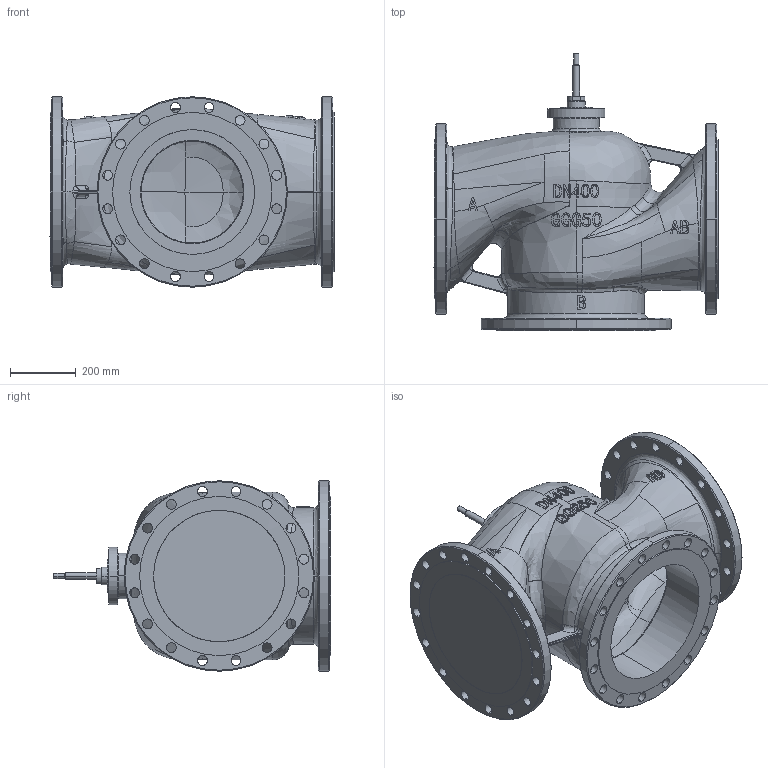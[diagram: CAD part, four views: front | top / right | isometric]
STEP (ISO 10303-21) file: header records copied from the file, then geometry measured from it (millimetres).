
FILE_DESCRIPTION (( 'STEP AP214' ), '1' );
FILE_NAME ('VFQ32&42.400.16-DN400三通阀门装配图+381-C6接口.20241226(曲面图).STEP', '2025-06-04T10:06:16', ( '' ), ( '' ), 'SwSTEP 2.0', 'SolidWorks 2015', '' );
FILE_SCHEMA (( 'AUTOMOTIVE_DESIGN' ));
Length unit declared in the file: millimetre
Products named in the file (1): VFQ32&42.400.16-DN400三通阀门装配图+381-C6接口.20241226(曲面图)
Bounding box: 865.39 x 846 x 580 mm (x, y, z)
Surface area: 4570915.6 mm2 (no closed solid volume)
Topology: 0 solids, 6 shells, 621 faces, 1654 edges, 1063 vertices
Faces by surface type: bspline 315, cylinder 157, plane 121, cone 28
Entity records: 136942 total; most frequent: CARTESIAN_POINT 123580, ORIENTED_EDGE 3278, DIRECTION 1703, EDGE_CURVE 1651, VERTEX_POINT 1063, B_SPLINE_CURVE_WITH_KNOTS 912, EDGE_LOOP 757, AXIS2_PLACEMENT_3D 661
